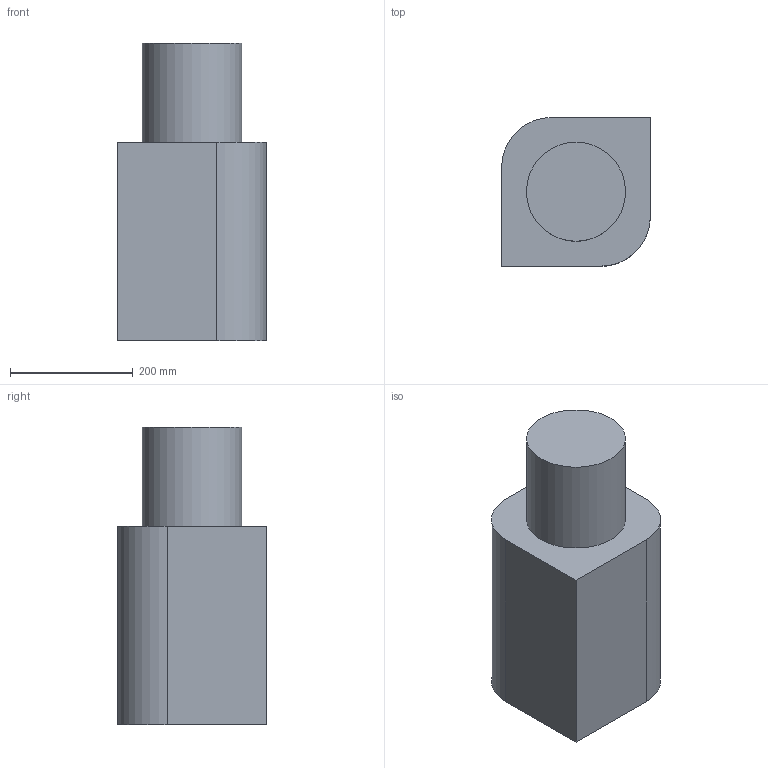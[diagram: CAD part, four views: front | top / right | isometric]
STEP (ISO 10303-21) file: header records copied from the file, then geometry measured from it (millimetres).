
FILE_DESCRIPTION(/* description */ ('STEP AP203'),/* implementation_level */ '2;1');
FILE_NAME(/* name */ 'output.step',/* time_stamp */ '2025-02-23T02:01:57Z',/* author */ ('Marcus'),/* organization */ ('Marcus'),/* preprocessor_version */ 'Wrote this manually',/* originating_system */ 'Wrote this manually',/* authorisation */ ' ');
FILE_SCHEMA (('CONFIG_CONTROL_DESIGN'));
Length unit declared in the file: inch
Products named in the file (1): Part 1
Bounding box: 241.94 x 241.94 x 483.87 mm (x, y, z)
Volume: 21276417 mm3; surface area: 483051.7 mm2
Topology: 1 solids, 1 shells, 10 faces, 21 edges, 14 vertices
Faces by surface type: plane 7, cylinder 3
Full cylindrical faces by diameter (mm): 161.29 x1
Entity records: 1005 total; most frequent: EDGE_CURVE 161, LINE 155, VECTOR 153, ORIENTED_EDGE 130, CARTESIAN_POINT 120, VERTEX_POINT 111, DIRECTION 80, AXIS2_PLACEMENT_3D 14
